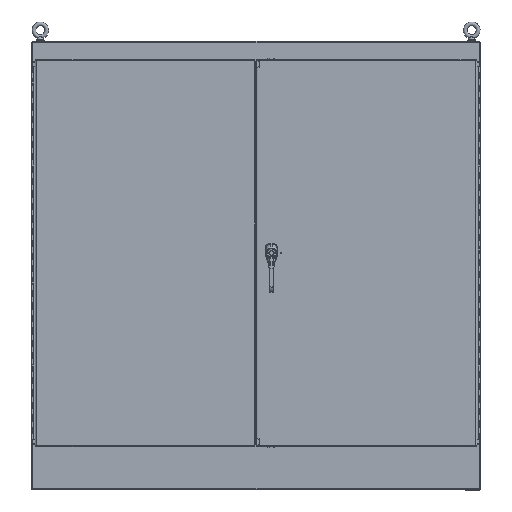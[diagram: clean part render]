
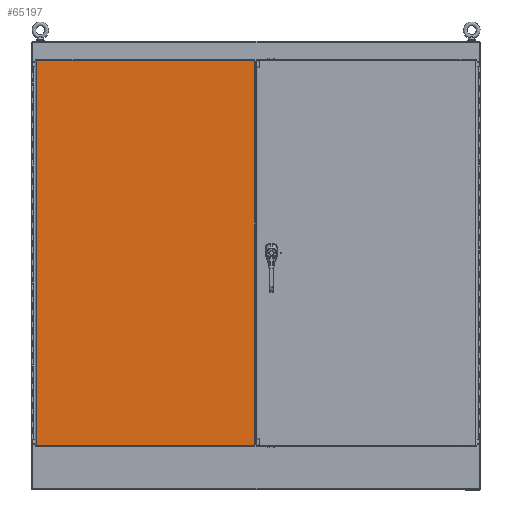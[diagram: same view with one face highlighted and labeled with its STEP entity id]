
A CAD part, top view. The second image highlights one B-rep face of the part: STEP entity #65197.
In plain terms, the highlighted face is planar.
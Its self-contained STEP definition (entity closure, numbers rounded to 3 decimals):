
#11906=PLANE($,#68631);
#13417=FACE_OUTER_BOUND($,#16229,.T.);
#16229=EDGE_LOOP($,(#55062,#55063,#55064,#55065,#55066,#55067,#55068,#55069,
#55070,#55071,#55072,#55073));
#19983=LINE($,#95710,#24992);
#19986=LINE($,#95721,#24995);
#19989=LINE($,#95728,#24998);
#19993=LINE($,#95735,#25002);
#19995=LINE($,#95739,#25004);
#19996=LINE($,#95741,#25005);
#19997=LINE($,#95743,#25006);
#19998=LINE($,#95745,#25007);
#19999=LINE($,#95747,#25008);
#20000=LINE($,#95749,#25009);
#20001=LINE($,#95751,#25010);
#20002=LINE($,#95752,#25011);
#24992=VECTOR($,#77855,60.25);
#24995=VECTOR($,#77870,0.);
#24998=VECTOR($,#77875,0.031);
#25002=VECTOR($,#77881,0.);
#25004=VECTOR($,#77885,0.);
#25005=VECTOR($,#77886,0.);
#25006=VECTOR($,#77887,0.031);
#25007=VECTOR($,#77888,0.844);
#25008=VECTOR($,#77889,35.094);
#25009=VECTOR($,#77890,61.938);
#25010=VECTOR($,#77891,35.094);
#25011=VECTOR($,#77892,0.844);
#33125=VERTEX_POINT($,#95699);
#33126=VERTEX_POINT($,#95709);
#33128=VERTEX_POINT($,#95720);
#33130=VERTEX_POINT($,#95726);
#33131=VERTEX_POINT($,#95727);
#33134=VERTEX_POINT($,#95738);
#33135=VERTEX_POINT($,#95740);
#33136=VERTEX_POINT($,#95742);
#33137=VERTEX_POINT($,#95744);
#33138=VERTEX_POINT($,#95746);
#33139=VERTEX_POINT($,#95748);
#33140=VERTEX_POINT($,#95750);
#42764=EDGE_CURVE($,#33126,#33125,#19983,.T.);
#42769=EDGE_CURVE($,#33128,#33126,#19986,.T.);
#42772=EDGE_CURVE($,#33130,#33131,#19989,.T.);
#42776=EDGE_CURVE($,#33131,#33128,#19993,.T.);
#42778=EDGE_CURVE($,#33125,#33134,#19995,.T.);
#42779=EDGE_CURVE($,#33134,#33135,#19996,.T.);
#42780=EDGE_CURVE($,#33135,#33136,#19997,.T.);
#42781=EDGE_CURVE($,#33136,#33137,#19998,.T.);
#42782=EDGE_CURVE($,#33137,#33138,#19999,.T.);
#42783=EDGE_CURVE($,#33138,#33139,#20000,.T.);
#42784=EDGE_CURVE($,#33139,#33140,#20001,.T.);
#42785=EDGE_CURVE($,#33140,#33130,#20002,.T.);
#55062=ORIENTED_EDGE($,*,*,#42772,.T.);
#55063=ORIENTED_EDGE($,*,*,#42776,.T.);
#55064=ORIENTED_EDGE($,*,*,#42769,.T.);
#55065=ORIENTED_EDGE($,*,*,#42764,.T.);
#55066=ORIENTED_EDGE($,*,*,#42778,.T.);
#55067=ORIENTED_EDGE($,*,*,#42779,.T.);
#55068=ORIENTED_EDGE($,*,*,#42780,.T.);
#55069=ORIENTED_EDGE($,*,*,#42781,.T.);
#55070=ORIENTED_EDGE($,*,*,#42782,.T.);
#55071=ORIENTED_EDGE($,*,*,#42783,.T.);
#55072=ORIENTED_EDGE($,*,*,#42784,.T.);
#55073=ORIENTED_EDGE($,*,*,#42785,.T.);
#65197=ADVANCED_FACE($,(#13417),#11906,.F.);
#68631=AXIS2_PLACEMENT_3D($,#95737,#77883,#77884);
#77855=DIRECTION($,(0.,-1.,0.));
#77870=DIRECTION($,(1.,0.,0.));
#77875=DIRECTION($,(-1.,0.,0.));
#77881=DIRECTION($,(0.,-1.,0.));
#77883=DIRECTION('center_axis',(0.,0.,1.));
#77884=DIRECTION('ref_axis',(1.,0.,0.));
#77885=DIRECTION($,(-1.,0.,0.));
#77886=DIRECTION($,(0.,-1.,0.));
#77887=DIRECTION($,(1.,0.,0.));
#77888=DIRECTION($,(0.,-1.,0.));
#77889=DIRECTION($,(-1.,0.,0.));
#77890=DIRECTION($,(0.,1.,0.));
#77891=DIRECTION($,(1.,0.,0.));
#77892=DIRECTION($,(0.,-1.,0.));
#95699=CARTESIAN_POINT('',(17.594,-30.125,0.));
#95709=CARTESIAN_POINT('',(17.594,30.125,0.));
#95710=CARTESIAN_POINT($,(17.594,15.063,0.));
#95720=CARTESIAN_POINT('',(17.594,30.125,0.));
#95721=CARTESIAN_POINT($,(8.797,30.125,0.));
#95726=CARTESIAN_POINT('',(17.625,30.125,0.));
#95727=CARTESIAN_POINT('',(17.594,30.125,0.));
#95728=CARTESIAN_POINT($,(8.812,30.125,0.));
#95735=CARTESIAN_POINT($,(17.594,15.063,0.));
#95737=CARTESIAN_POINT('Origin',(0.,0.,0.));
#95738=CARTESIAN_POINT('',(17.594,-30.125,0.));
#95739=CARTESIAN_POINT($,(8.813,-30.125,0.));
#95740=CARTESIAN_POINT('',(17.594,-30.125,0.));
#95741=CARTESIAN_POINT($,(17.594,-15.063,0.));
#95742=CARTESIAN_POINT('',(17.625,-30.125,0.));
#95743=CARTESIAN_POINT($,(8.797,-30.125,0.));
#95744=CARTESIAN_POINT('',(17.625,-30.969,0.));
#95745=CARTESIAN_POINT($,(17.625,31.125,0.));
#95746=CARTESIAN_POINT('',(-17.469,-30.969,0.));
#95747=CARTESIAN_POINT($,(8.813,-30.969,0.));
#95748=CARTESIAN_POINT('',(-17.469,30.969,0.));
#95749=CARTESIAN_POINT($,(-17.469,-15.484,0.));
#95750=CARTESIAN_POINT('',(17.625,30.969,0.));
#95751=CARTESIAN_POINT($,(-8.813,30.969,0.));
#95752=CARTESIAN_POINT($,(17.625,31.125,0.));
